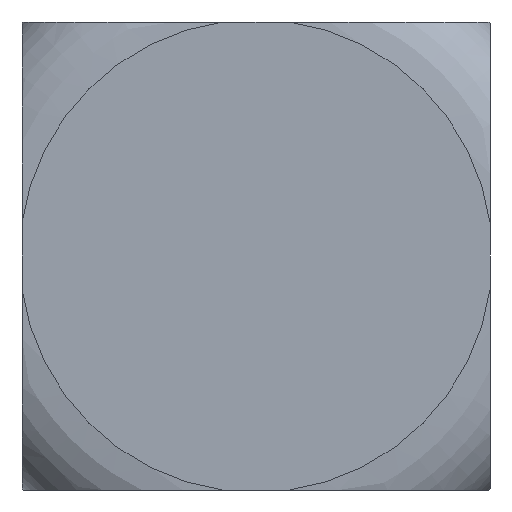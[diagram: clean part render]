
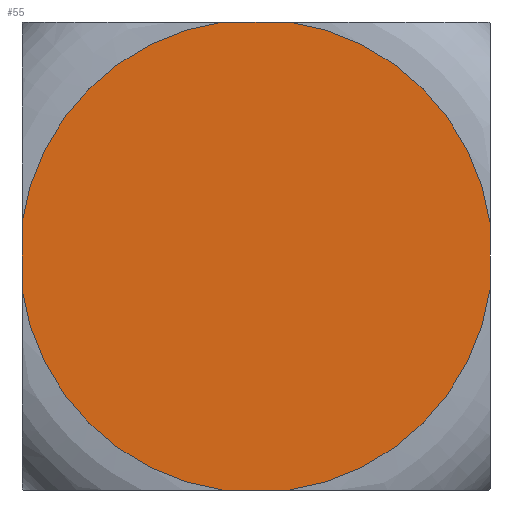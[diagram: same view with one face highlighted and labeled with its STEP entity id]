
A CAD part, left-side view. The second image highlights one B-rep face of the part: STEP entity #55.
In plain terms, the highlighted planar face has unit normal (-1, 0, 0).
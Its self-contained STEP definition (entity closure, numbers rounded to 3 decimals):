
#55 = ADVANCED_FACE( '', ( #124 ), #125, .F. );
#124 = FACE_OUTER_BOUND( '', #205, .T. );
#125 = PLANE( '', #206 );
#205 = EDGE_LOOP( '', ( #294, #295, #296, #297, #298, #299, #300, #301 ) );
#206 = AXIS2_PLACEMENT_3D( '', #302, #303, #304 );
#294 = ORIENTED_EDGE( '', *, *, #475, .F. );
#295 = ORIENTED_EDGE( '', *, *, #476, .F. );
#296 = ORIENTED_EDGE( '', *, *, #477, .F. );
#297 = ORIENTED_EDGE( '', *, *, #466, .F. );
#298 = ORIENTED_EDGE( '', *, *, #478, .F. );
#299 = ORIENTED_EDGE( '', *, *, #479, .F. );
#300 = ORIENTED_EDGE( '', *, *, #480, .F. );
#301 = ORIENTED_EDGE( '', *, *, #481, .F. );
#302 = CARTESIAN_POINT( '', ( 0., 0., 0. ) );
#303 = DIRECTION( '', ( 1., 0., 0. ) );
#304 = DIRECTION( '', ( 0., 0., -1. ) );
#466 = EDGE_CURVE( '', #544, #540, #546, .T. );
#475 = EDGE_CURVE( '', #559, #560, #561, .T. );
#476 = EDGE_CURVE( '', #562, #559, #563, .T. );
#477 = EDGE_CURVE( '', #540, #562, #564, .T. );
#478 = EDGE_CURVE( '', #565, #544, #566, .T. );
#479 = EDGE_CURVE( '', #567, #565, #568, .T. );
#480 = EDGE_CURVE( '', #569, #567, #570, .T. );
#481 = EDGE_CURVE( '', #560, #569, #571, .T. );
#540 = VERTEX_POINT( '', #649 );
#544 = VERTEX_POINT( '', #680 );
#546 = CIRCLE( '', #711, 22.22 );
#559 = VERTEX_POINT( '', #726 );
#560 = VERTEX_POINT( '', #727 );
#561 = LINE( '', #728, #729 );
#562 = VERTEX_POINT( '', #730 );
#563 = CIRCLE( '', #731, 22.22 );
#564 = LINE( '', #732, #733 );
#565 = VERTEX_POINT( '', #734 );
#566 = LINE( '', #735, #736 );
#567 = VERTEX_POINT( '', #737 );
#568 = CIRCLE( '', #738, 22.22 );
#569 = VERTEX_POINT( '', #739 );
#570 = LINE( '', #740, #741 );
#571 = CIRCLE( '', #742, 22.22 );
#649 = CARTESIAN_POINT( '', ( 0., -3.119, -22. ) );
#680 = CARTESIAN_POINT( '', ( 0., -22., -3.119 ) );
#711 = AXIS2_PLACEMENT_3D( '', #1004, #1005, #1006 );
#726 = CARTESIAN_POINT( '', ( 0., 22., -3.119 ) );
#727 = CARTESIAN_POINT( '', ( 0., 22., 3.119 ) );
#728 = CARTESIAN_POINT( '', ( 0., 22., -22. ) );
#729 = VECTOR( '', #1018, 1000. );
#730 = CARTESIAN_POINT( '', ( 0., 3.119, -22. ) );
#731 = AXIS2_PLACEMENT_3D( '', #1019, #1020, #1021 );
#732 = CARTESIAN_POINT( '', ( 0., -22., -22. ) );
#733 = VECTOR( '', #1022, 1000. );
#734 = CARTESIAN_POINT( '', ( 0., -22., 3.119 ) );
#735 = CARTESIAN_POINT( '', ( 0., -22., 22. ) );
#736 = VECTOR( '', #1023, 1000. );
#737 = CARTESIAN_POINT( '', ( 0., -3.119, 22. ) );
#738 = AXIS2_PLACEMENT_3D( '', #1024, #1025, #1026 );
#739 = CARTESIAN_POINT( '', ( 0., 3.119, 22. ) );
#740 = CARTESIAN_POINT( '', ( 0., 22., 22. ) );
#741 = VECTOR( '', #1027, 1000. );
#742 = AXIS2_PLACEMENT_3D( '', #1028, #1029, #1030 );
#1004 = CARTESIAN_POINT( '', ( 0., 0., 0. ) );
#1005 = DIRECTION( '', ( 1., 0., 0. ) );
#1006 = DIRECTION( '', ( 0., 0., -1. ) );
#1018 = DIRECTION( '', ( 0., 0., 1. ) );
#1019 = CARTESIAN_POINT( '', ( 0., 0., 0. ) );
#1020 = DIRECTION( '', ( 1., 0., 0. ) );
#1021 = DIRECTION( '', ( 0., 0., -1. ) );
#1022 = DIRECTION( '', ( 0., 1., 0. ) );
#1023 = DIRECTION( '', ( 0., 0., -1. ) );
#1024 = CARTESIAN_POINT( '', ( 0., 0., 0. ) );
#1025 = DIRECTION( '', ( 1., 0., 0. ) );
#1026 = DIRECTION( '', ( 0., 0., -1. ) );
#1027 = DIRECTION( '', ( 0., -1., 0. ) );
#1028 = CARTESIAN_POINT( '', ( 0., 0., 0. ) );
#1029 = DIRECTION( '', ( 1., 0., 0. ) );
#1030 = DIRECTION( '', ( 0., 0., -1. ) );
